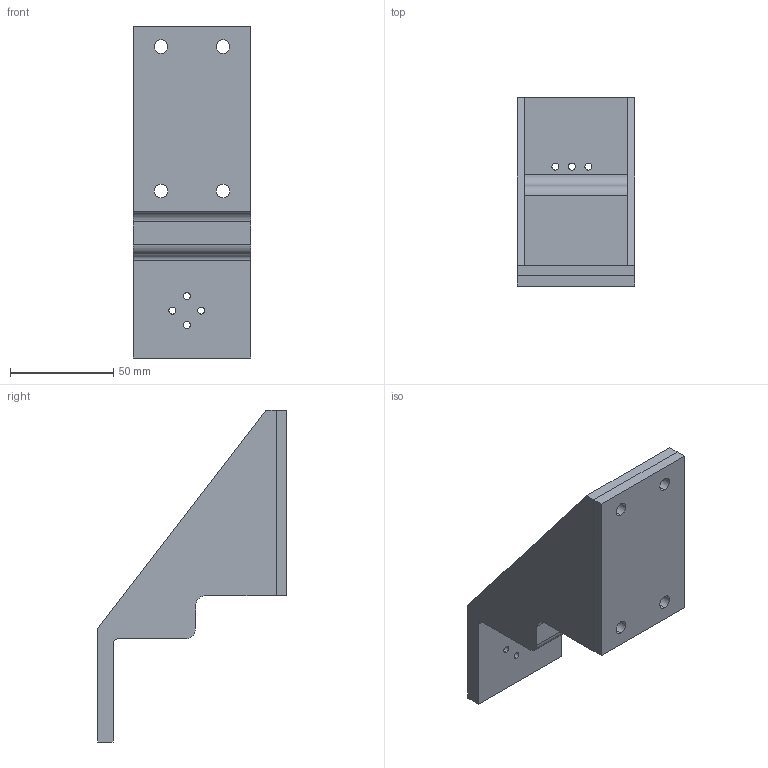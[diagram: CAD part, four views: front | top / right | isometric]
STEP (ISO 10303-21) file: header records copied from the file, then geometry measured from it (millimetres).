
FILE_DESCRIPTION (( 'STEP AP203' ), '1' );
FILE_NAME ('Claw Mounting Spacer.STEP', '2025-04-05T17:35:37', ( '' ), ( '' ), 'SwSTEP 2.0', 'SolidWorks 2024', '' );
FILE_SCHEMA (( 'CONFIG_CONTROL_DESIGN' ));
Length unit declared in the file: centimetre
Products named in the file (3): 0.2 Claw Mounting Spacer.STL; Claw Mount; Claw Mounting Spacer
Assembly tree (2 placements, depth 2):
  Claw Mounting Spacer
    Claw Mount
    0.2 Claw Mounting Spacer.STL
Bounding box: 57 x 91.6 x 161 mm (x, y, z)
Volume: 124741.3 mm3; surface area: 56388.2 mm2
Topology: 2 solids, 2 shells, 59 faces, 161 edges, 106 vertices
Faces by surface type: cylinder 35, plane 24
Entity records: 2258 total; most frequent: DIRECTION 359, CARTESIAN_POINT 331, ORIENTED_EDGE 322, EDGE_CURVE 161, AXIS2_PLACEMENT_3D 134, VERTEX_POINT 106, VECTOR 91, LINE 91
